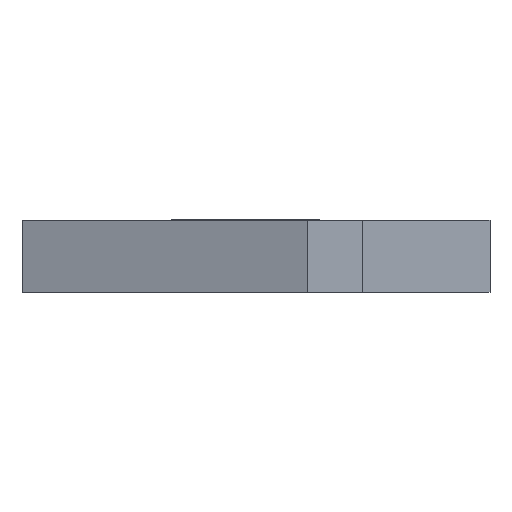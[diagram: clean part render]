
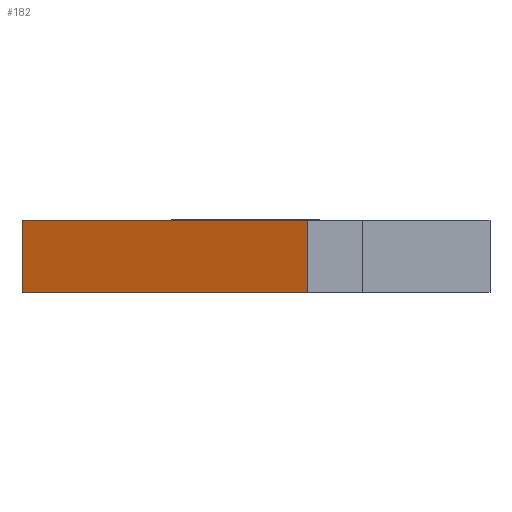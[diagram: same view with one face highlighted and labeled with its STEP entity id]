
A CAD part, left-side view. The second image highlights one B-rep face of the part: STEP entity #182.
In plain terms, the highlighted planar face has unit normal (-0.94, 0.342, 0).
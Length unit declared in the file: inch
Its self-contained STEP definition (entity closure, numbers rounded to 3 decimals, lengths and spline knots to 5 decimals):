
#5 = LINE ( 'NONE', #602, #383 ) ;
#23 = DIRECTION ( 'NONE',  ( 0., 0., 1. ) ) ;
#57 = VECTOR ( 'NONE', #23, 39.37008 ) ;
#62 = VERTEX_POINT ( 'NONE', #139 ) ;
#86 = EDGE_CURVE ( 'NONE', #62, #148, #654, .T. ) ;
#122 = CARTESIAN_POINT ( 'NONE',  ( -4.05534, 6.5, 0.5 ) ) ;
#135 = EDGE_CURVE ( 'NONE', #332, #62, #5, .T. ) ;
#139 = CARTESIAN_POINT ( 'NONE',  ( -5.5, 2.53121, 0.5 ) ) ;
#140 = AXIS2_PLACEMENT_3D ( 'NONE', #254, #725, #379 ) ;
#148 = VERTEX_POINT ( 'NONE', #122 ) ;
#153 = ORIENTED_EDGE ( 'NONE', *, *, #86, .T. ) ;
#182 = ADVANCED_FACE ( 'NONE', ( #504 ), #611, .T. ) ;
#184 = CARTESIAN_POINT ( 'NONE',  ( -2.13516, 11.77518, -0.5 ) ) ;
#197 = EDGE_CURVE ( 'NONE', #495, #148, #560, .T. ) ;
#211 = VECTOR ( 'NONE', #670, 39.37008 ) ;
#231 = ORIENTED_EDGE ( 'NONE', *, *, #372, .T. ) ;
#247 = DIRECTION ( 'NONE',  ( 0., 0., 1. ) ) ;
#254 = CARTESIAN_POINT ( 'NONE',  ( -5.77883, 1.7652, -0.50039 ) ) ;
#290 = VECTOR ( 'NONE', #489, 39.37008 ) ;
#332 = VERTEX_POINT ( 'NONE', #691 ) ;
#345 = EDGE_LOOP ( 'NONE', ( #628, #231, #395, #153 ) ) ;
#372 = EDGE_CURVE ( 'NONE', #495, #332, #410, .T. ) ;
#376 = CARTESIAN_POINT ( 'NONE',  ( -4.05534, 6.5, -0.50039 ) ) ;
#379 = DIRECTION ( 'NONE',  ( -0.342, -0.94, 0. ) ) ;
#383 = VECTOR ( 'NONE', #247, 39.37008 ) ;
#395 = ORIENTED_EDGE ( 'NONE', *, *, #135, .T. ) ;
#410 = LINE ( 'NONE', #184, #211 ) ;
#431 = CARTESIAN_POINT ( 'NONE',  ( -2.13516, 11.77518, 0.5 ) ) ;
#489 = DIRECTION ( 'NONE',  ( 0.342, 0.94, 0. ) ) ;
#495 = VERTEX_POINT ( 'NONE', #676 ) ;
#504 = FACE_OUTER_BOUND ( 'NONE', #345, .T. ) ;
#560 = LINE ( 'NONE', #376, #57 ) ;
#602 = CARTESIAN_POINT ( 'NONE',  ( -5.5, 2.53121, -0.5 ) ) ;
#611 = PLANE ( 'NONE',  #140 ) ;
#628 = ORIENTED_EDGE ( 'NONE', *, *, #197, .F. ) ;
#654 = LINE ( 'NONE', #431, #290 ) ;
#670 = DIRECTION ( 'NONE',  ( -0.342, -0.94, 0. ) ) ;
#676 = CARTESIAN_POINT ( 'NONE',  ( -4.05534, 6.5, -0.5 ) ) ;
#691 = CARTESIAN_POINT ( 'NONE',  ( -5.5, 2.53121, -0.5 ) ) ;
#725 = DIRECTION ( 'NONE',  ( -0.94, 0.342, 0. ) ) ;
